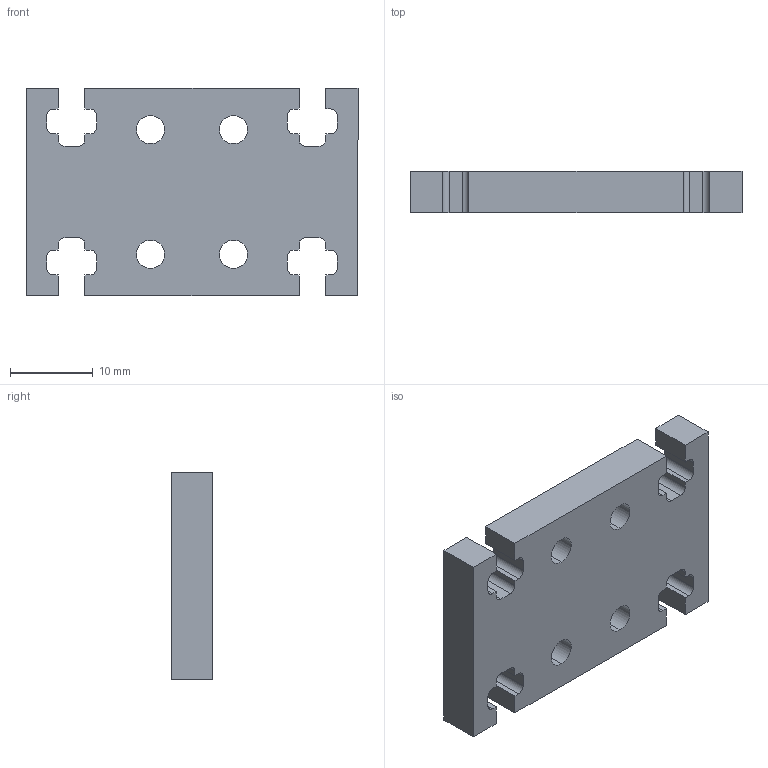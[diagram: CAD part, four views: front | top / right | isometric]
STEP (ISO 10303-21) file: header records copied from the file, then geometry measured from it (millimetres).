
FILE_DESCRIPTION (( 'STEP AP214' ), '1' );
FILE_NAME ('spodnja plosca.STEP', '2015-09-21T07:43:15', ( '' ), ( '' ), 'SwSTEP 2.0', 'SolidWorks 2015', '' );
FILE_SCHEMA (( 'AUTOMOTIVE_DESIGN' ));
Length unit declared in the file: millimetre
Products named in the file (1): spodnja plosca
Bounding box: 40 x 5 x 25 mm (x, y, z)
Volume: 4218.9 mm3; surface area: 2902 mm2
Topology: 1 solids, 1 shells, 86 faces, 252 edges, 168 vertices
Faces by surface type: plane 54, cylinder 32
Entity records: 2910 total; most frequent: CARTESIAN_POINT 507, ORIENTED_EDGE 504, DIRECTION 490, EDGE_CURVE 252, LINE 188, VECTOR 188, VERTEX_POINT 168, AXIS2_PLACEMENT_3D 151
